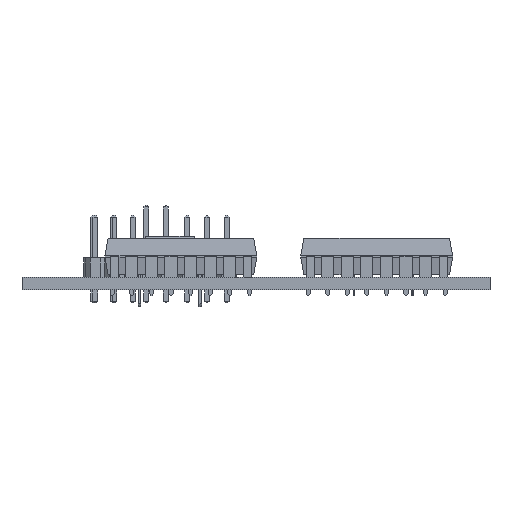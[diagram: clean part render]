
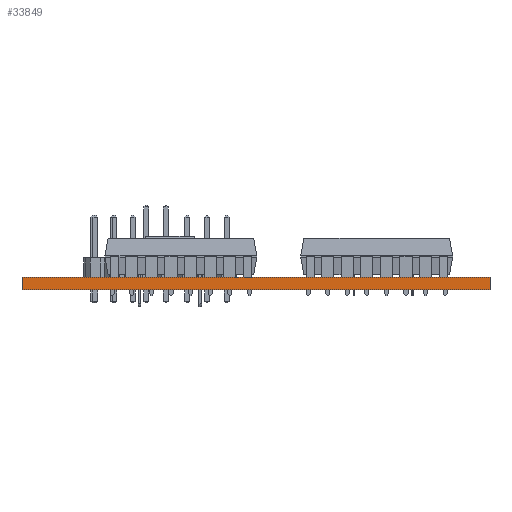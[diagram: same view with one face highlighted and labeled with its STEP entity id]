
A CAD part, front view. The second image highlights one B-rep face of the part: STEP entity #33849.
In plain terms, the highlighted planar face has unit normal (0, -1, 0).
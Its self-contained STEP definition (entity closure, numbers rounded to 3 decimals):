
#528=PLANE('',#36052);
#2271=FACE_OUTER_BOUND('',#4020,.T.);
#4020=EDGE_LOOP('',(#23241,#23242,#23243,#23244));
#6200=LINE('',#47216,#10482);
#6201=LINE('',#47219,#10483);
#6202=LINE('',#47221,#10484);
#6203=LINE('',#47222,#10485);
#10482=VECTOR('',#38848,10.);
#10483=VECTOR('',#38851,10.);
#10484=VECTOR('',#38852,10.);
#10485=VECTOR('',#38853,10.);
#15269=VERTEX_POINT('',#47212);
#15270=VERTEX_POINT('',#47214);
#15271=VERTEX_POINT('',#47218);
#15272=VERTEX_POINT('',#47220);
#18440=EDGE_CURVE('',#15269,#15270,#6200,.T.);
#18441=EDGE_CURVE('',#15271,#15269,#6201,.T.);
#18442=EDGE_CURVE('',#15272,#15270,#6202,.T.);
#18443=EDGE_CURVE('',#15271,#15272,#6203,.T.);
#23241=ORIENTED_EDGE('',*,*,#18441,.T.);
#23242=ORIENTED_EDGE('',*,*,#18440,.T.);
#23243=ORIENTED_EDGE('',*,*,#18442,.F.);
#23244=ORIENTED_EDGE('',*,*,#18443,.F.);
#33849=ADVANCED_FACE('',(#2271),#528,.T.);
#36052=AXIS2_PLACEMENT_3D('',#47217,#38849,#38850);
#38848=DIRECTION('',(0.,0.,1.));
#38849=DIRECTION('center_axis',(0.,-1.,0.));
#38850=DIRECTION('ref_axis',(1.,0.,0.));
#38851=DIRECTION('',(1.,0.,0.));
#38852=DIRECTION('',(1.,0.,0.));
#38853=DIRECTION('',(0.,0.,1.));
#47212=CARTESIAN_POINT('',(50.,-50.,0.));
#47214=CARTESIAN_POINT('',(50.,-50.,1.57));
#47216=CARTESIAN_POINT('',(50.,-50.,0.));
#47217=CARTESIAN_POINT('Origin',(-10.7,-50.,0.));
#47218=CARTESIAN_POINT('',(-10.7,-50.,0.));
#47219=CARTESIAN_POINT('',(-10.7,-50.,0.));
#47220=CARTESIAN_POINT('',(-10.7,-50.,1.57));
#47221=CARTESIAN_POINT('',(-10.7,-50.,1.57));
#47222=CARTESIAN_POINT('',(-10.7,-50.,0.));
